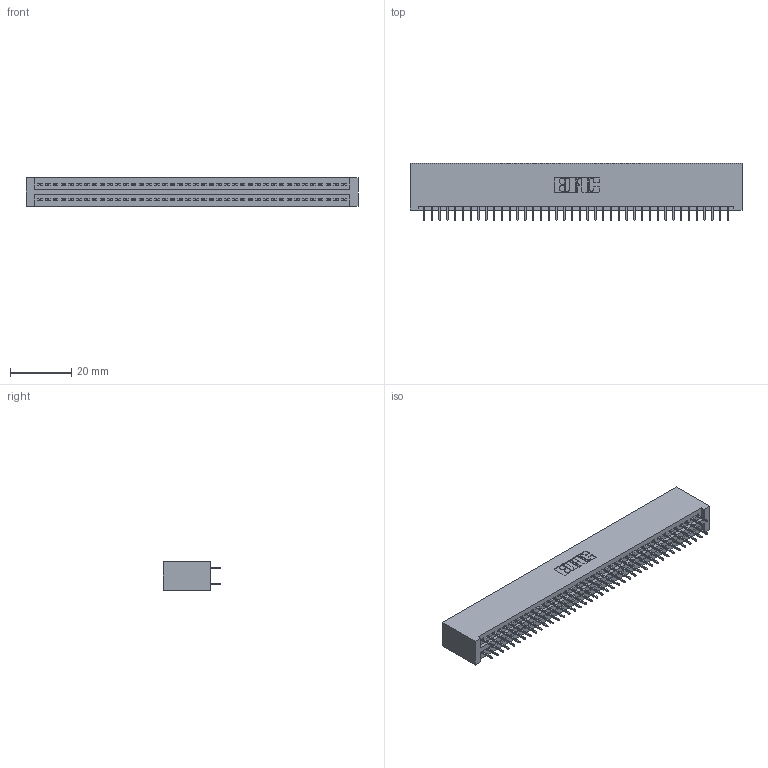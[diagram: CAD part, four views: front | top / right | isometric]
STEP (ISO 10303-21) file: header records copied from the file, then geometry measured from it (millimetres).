
FILE_DESCRIPTION (( 'STEP AP203' ), '1' );
FILE_NAME ('345-080-525-201.STEP', '2020-09-21T11:45:47', ( '' ), ( '' ), 'SwSTEP 2.0', 'SolidWorks 2020', '' );
FILE_SCHEMA (( 'CONFIG_CONTROL_DESIGN' ));
Length unit declared in the file: inch
Products named in the file (3): 345-292-001_345-293-125; 345-080-525-201; 345 Part_No Mounting Lugs
Assembly tree (81 placements, depth 2):
  345-080-525-201
    345 Part_No Mounting Lugs
    345-292-001_345-293-125  x80
Bounding box: 108.2 x 18.72 x 9.4 mm (x, y, z)
Volume: 10976.7 mm3; surface area: 16093.2 mm2
Topology: 81 solids, 81 shells, 4438 faces, 12557 edges, 8050 vertices
Faces by surface type: plane 3196, cylinder 1242
Entity records: 31451 total; most frequent: CARTESIAN_POINT 5272, ORIENTED_EDGE 5206, DIRECTION 4647, EDGE_CURVE 2603, LINE 2323, VECTOR 2323, VERTEX_POINT 1730, AXIS2_PLACEMENT_3D 1162
